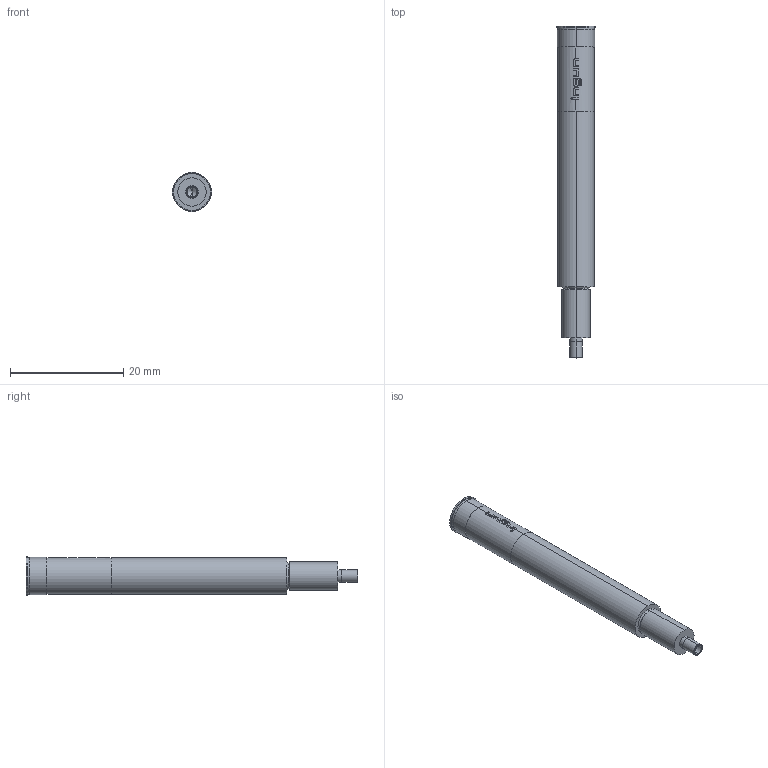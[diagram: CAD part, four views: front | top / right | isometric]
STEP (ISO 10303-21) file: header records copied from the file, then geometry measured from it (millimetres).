
FILE_DESCRIPTION (( 'STEP AP203' ), '1' );
FILE_NAME ('INGUN_KS-624_M5_M5-RF.STEP', '2023-02-15T12:19:33', ( '' ), ( '' ), 'SwSTEP 2.0', 'SolidWorks 2021', '' );
FILE_SCHEMA (( 'CONFIG_CONTROL_DESIGN' ));
Length unit declared in the file: millimetre
Products named in the file (1): INGUN_KS-624_M5_M5-RF
Bounding box: 6.9 x 58.55 x 6.9 mm (x, y, z)
Volume: 1700.8 mm3; surface area: 1191.6 mm2
Topology: 1 solids, 1 shells, 106 faces, 281 edges, 183 vertices
Faces by surface type: bspline 57, cylinder 28, plane 13, torus 4, cone 4
Entity records: 4610 total; most frequent: CARTESIAN_POINT 2446, ORIENTED_EDGE 558, EDGE_CURVE 279, DIRECTION 219, B_SPLINE_CURVE_WITH_KNOTS 204, VERTEX_POINT 183, EDGE_LOOP 114, ADVANCED_FACE 106
